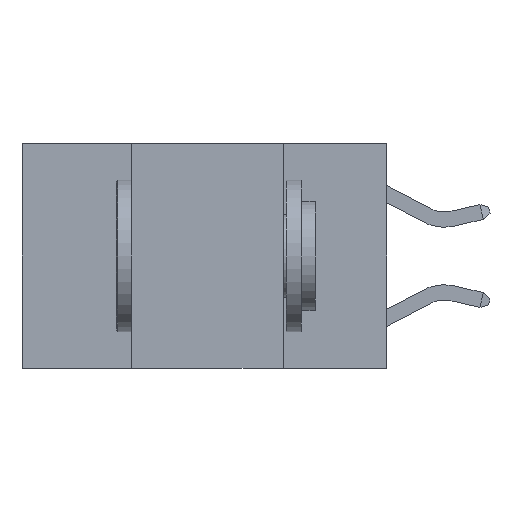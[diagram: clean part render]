
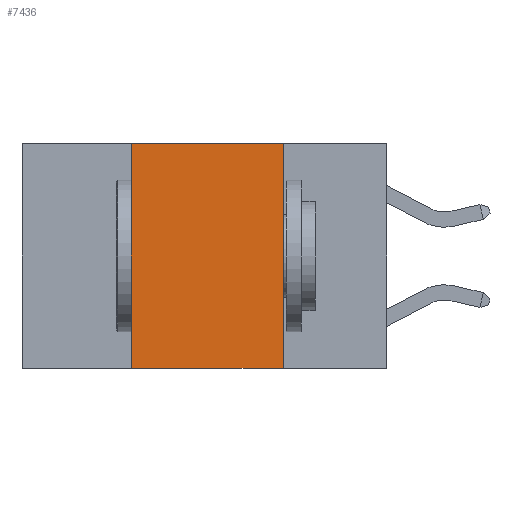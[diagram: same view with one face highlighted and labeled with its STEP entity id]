
A CAD part, left-side view. The second image highlights one B-rep face of the part: STEP entity #7436.
In plain terms, the highlighted planar face has unit normal (-1, 0, 0).
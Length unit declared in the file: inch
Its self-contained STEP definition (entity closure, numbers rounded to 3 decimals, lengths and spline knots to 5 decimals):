
#7 = DIRECTION ( 'NONE',  ( 0., 0., 1. ) ) ;
#80 = EDGE_LOOP ( 'NONE', ( #9644, #2797, #6354, #8898 ) ) ;
#498 = CARTESIAN_POINT ( 'NONE',  ( 0., 0.6, 0. ) ) ;
#741 = DIRECTION ( 'NONE',  ( 0., 0., -1. ) ) ;
#1153 = PLANE ( 'NONE',  #5868 ) ;
#1398 = DIRECTION ( 'NONE',  ( 0., 0., -1. ) ) ;
#1433 = EDGE_CURVE ( 'NONE', #9623, #9614, #1900, .T. ) ;
#1541 = LINE ( 'NONE', #7353, #5707 ) ;
#1695 = CARTESIAN_POINT ( 'NONE',  ( 0., 0.17, 0. ) ) ;
#1863 = VECTOR ( 'NONE', #741, 39.37008 ) ;
#1900 = LINE ( 'NONE', #3712, #6423 ) ;
#1982 = CARTESIAN_POINT ( 'NONE',  ( 0., 0.6, -0.37 ) ) ;
#2256 = LINE ( 'NONE', #3088, #1863 ) ;
#2267 = VECTOR ( 'NONE', #7892, 39.37008 ) ;
#2460 = EDGE_CURVE ( 'NONE', #9614, #2714, #2256, .T. ) ;
#2714 = VERTEX_POINT ( 'NONE', #4216 ) ;
#2797 = ORIENTED_EDGE ( 'NONE', *, *, #1433, .F. ) ;
#3088 = CARTESIAN_POINT ( 'NONE',  ( 0., 0.17, 0. ) ) ;
#3498 = DIRECTION ( 'NONE',  ( 1., 0., 0. ) ) ;
#3712 = CARTESIAN_POINT ( 'NONE',  ( 0., 0.6, 0. ) ) ;
#4216 = CARTESIAN_POINT ( 'NONE',  ( 0., 0.17, -0.37 ) ) ;
#4602 = CARTESIAN_POINT ( 'NONE',  ( 0., 0.42, 0. ) ) ;
#4970 = VERTEX_POINT ( 'NONE', #7853 ) ;
#5707 = VECTOR ( 'NONE', #7, 39.37008 ) ;
#5868 = AXIS2_PLACEMENT_3D ( 'NONE', #498, #3498, #1398 ) ;
#6354 = ORIENTED_EDGE ( 'NONE', *, *, #7463, .F. ) ;
#6423 = VECTOR ( 'NONE', #7234, 39.37008 ) ;
#7234 = DIRECTION ( 'NONE',  ( 0., -1., 0. ) ) ;
#7353 = CARTESIAN_POINT ( 'NONE',  ( 0., 0.42, 0. ) ) ;
#7436 = ADVANCED_FACE ( 'NONE', ( #9430 ), #1153, .F. ) ;
#7463 = EDGE_CURVE ( 'NONE', #4970, #9623, #1541, .T. ) ;
#7853 = CARTESIAN_POINT ( 'NONE',  ( 0., 0.42, -0.37 ) ) ;
#7892 = DIRECTION ( 'NONE',  ( 0., -1., 0. ) ) ;
#8575 = EDGE_CURVE ( 'NONE', #4970, #2714, #8748, .T. ) ;
#8748 = LINE ( 'NONE', #1982, #2267 ) ;
#8898 = ORIENTED_EDGE ( 'NONE', *, *, #8575, .T. ) ;
#9430 = FACE_OUTER_BOUND ( 'NONE', #80, .T. ) ;
#9614 = VERTEX_POINT ( 'NONE', #1695 ) ;
#9623 = VERTEX_POINT ( 'NONE', #4602 ) ;
#9644 = ORIENTED_EDGE ( 'NONE', *, *, #2460, .F. ) ;
